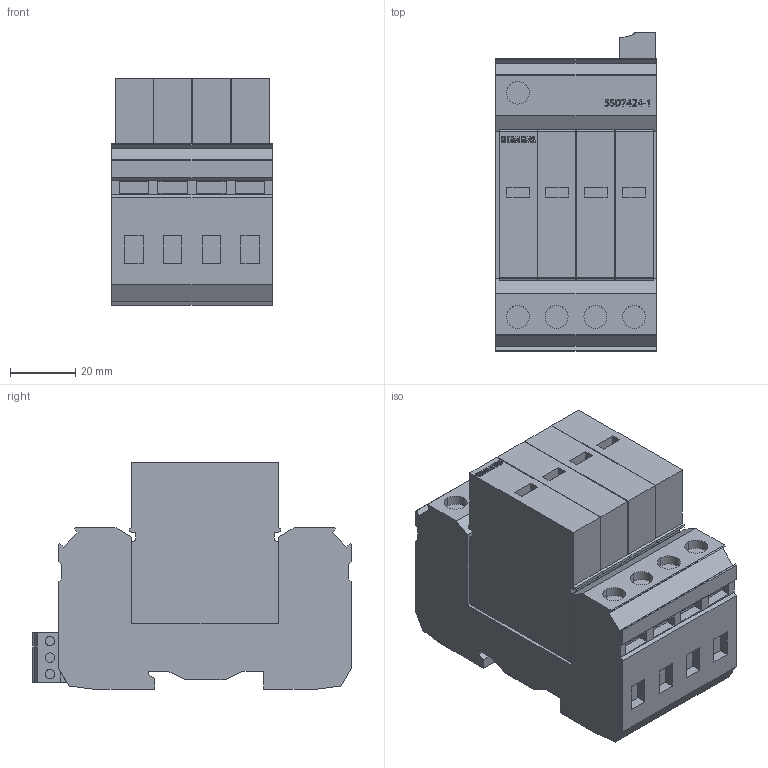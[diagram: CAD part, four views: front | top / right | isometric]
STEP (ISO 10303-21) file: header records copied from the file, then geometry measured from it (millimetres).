
FILE_DESCRIPTION(('STEP AP214'),'1');
FILE_NAME('cctmp_89DF8621-21C3-489C-8690-4CC493841140_2023_07_21_23_23_18_0280..stp','2023-07-21T21:23:18',('SIEMENS A&D'),('CADClick - www.CADClick.com'),'Spatial InterOp 3D postprocessed',' ','unknown authorization');
FILE_SCHEMA(('AUTOMOTIVE_DESIGN'));
Length unit declared in the file: millimetre
Products named in the file (1): 2023_07_21_23_23_18_0269
Bounding box: 49.2 x 97.8 x 69.5 mm (x, y, z)
Volume: 244795 mm3; surface area: 42530.3 mm2
Topology: 1 solids, 1 shells, 383 faces, 1011 edges, 674 vertices
Faces by surface type: plane 345, extrusion 20, cylinder 18
Entity records: 13384 total; most frequent: CARTESIAN_POINT 2723, ORIENTED_EDGE 2022, DIRECTION 1755, EDGE_CURVE 1011, VECTOR 955, LINE 935, VERTEX_POINT 674, EDGE_LOOP 427
